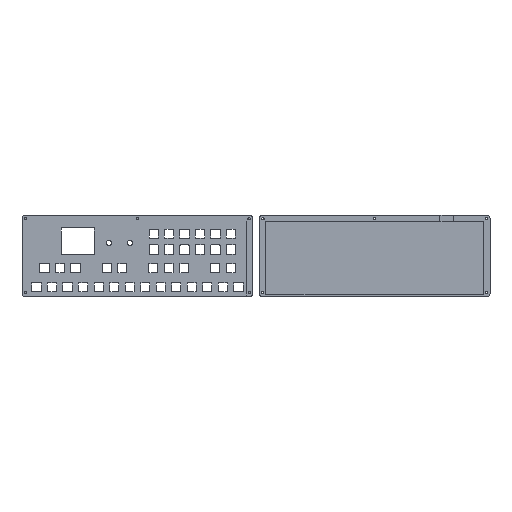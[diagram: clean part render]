
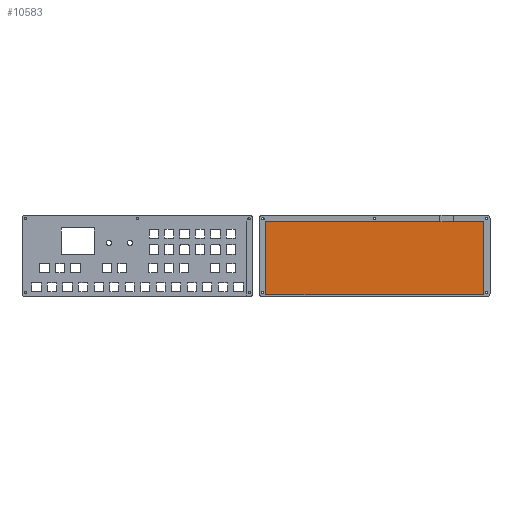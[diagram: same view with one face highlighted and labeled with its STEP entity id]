
A CAD part, top view. The second image highlights one B-rep face of the part: STEP entity #10583.
In plain terms, the highlighted planar face has unit normal (0, 0, 1).
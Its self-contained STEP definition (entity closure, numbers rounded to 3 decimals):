
#1085=FACE_OUTER_BOUND('',#1679,.T.);
#1679=EDGE_LOOP('',(#7305,#7306,#7307,#7308,#7309,#7310));
#2306=LINE('',#14770,#3330);
#2307=LINE('',#14773,#3331);
#2316=LINE('',#14798,#3340);
#2378=LINE('',#15206,#3402);
#2379=LINE('',#15208,#3403);
#2380=LINE('',#15209,#3404);
#3330=VECTOR('',#12005,10.);
#3331=VECTOR('',#12008,10.);
#3340=VECTOR('',#12027,10.);
#3402=VECTOR('',#12313,10.);
#3403=VECTOR('',#12314,10.);
#3404=VECTOR('',#12315,10.);
#4345=VERTEX_POINT('',#14750);
#4351=VERTEX_POINT('',#14766);
#4352=VERTEX_POINT('',#14772);
#4363=VERTEX_POINT('',#14796);
#4442=VERTEX_POINT('',#15205);
#4443=VERTEX_POINT('',#15207);
#5420=EDGE_CURVE('',#4351,#4345,#2306,.T.);
#5421=EDGE_CURVE('',#4345,#4352,#2307,.T.);
#5434=EDGE_CURVE('',#4363,#4351,#2316,.T.);
#5560=EDGE_CURVE('',#4442,#4363,#2378,.T.);
#5561=EDGE_CURVE('',#4443,#4442,#2379,.T.);
#5562=EDGE_CURVE('',#4352,#4443,#2380,.T.);
#7305=ORIENTED_EDGE('',*,*,#5434,.F.);
#7306=ORIENTED_EDGE('',*,*,#5560,.F.);
#7307=ORIENTED_EDGE('',*,*,#5561,.F.);
#7308=ORIENTED_EDGE('',*,*,#5562,.F.);
#7309=ORIENTED_EDGE('',*,*,#5421,.F.);
#7310=ORIENTED_EDGE('',*,*,#5420,.F.);
#10278=PLANE('',#11237);
#10583=ADVANCED_FACE('',(#1085),#10278,.T.);
#11237=AXIS2_PLACEMENT_3D('',#15204,#12311,#12312);
#12005=DIRECTION('',(1.,0.,0.));
#12008=DIRECTION('',(1.,0.,0.));
#12027=DIRECTION('',(1.,0.,0.));
#12311=DIRECTION('center_axis',(0.,0.,1.));
#12312=DIRECTION('ref_axis',(1.,0.,0.));
#12313=DIRECTION('',(0.,1.,0.));
#12314=DIRECTION('',(-1.,0.,0.));
#12315=DIRECTION('',(0.,-1.,0.));
#14750=CARTESIAN_POINT('',(271.484,156.592,3.));
#14766=CARTESIAN_POINT('',(251.484,156.592,3.));
#14770=CARTESIAN_POINT('',(70.404,156.592,3.));
#14772=CARTESIAN_POINT('',(317.154,156.592,3.));
#14773=CARTESIAN_POINT('',(70.404,156.592,3.));
#14796=CARTESIAN_POINT('',(-11.846,156.592,3.));
#14798=CARTESIAN_POINT('',(70.404,156.592,3.));
#15204=CARTESIAN_POINT('Origin',(152.654,101.092,3.));
#15205=CARTESIAN_POINT('',(-11.846,45.592,3.));
#15206=CARTESIAN_POINT('',(-11.846,73.342,3.));
#15207=CARTESIAN_POINT('',(317.154,45.592,3.));
#15208=CARTESIAN_POINT('',(234.904,45.592,3.));
#15209=CARTESIAN_POINT('',(317.154,128.842,3.));
